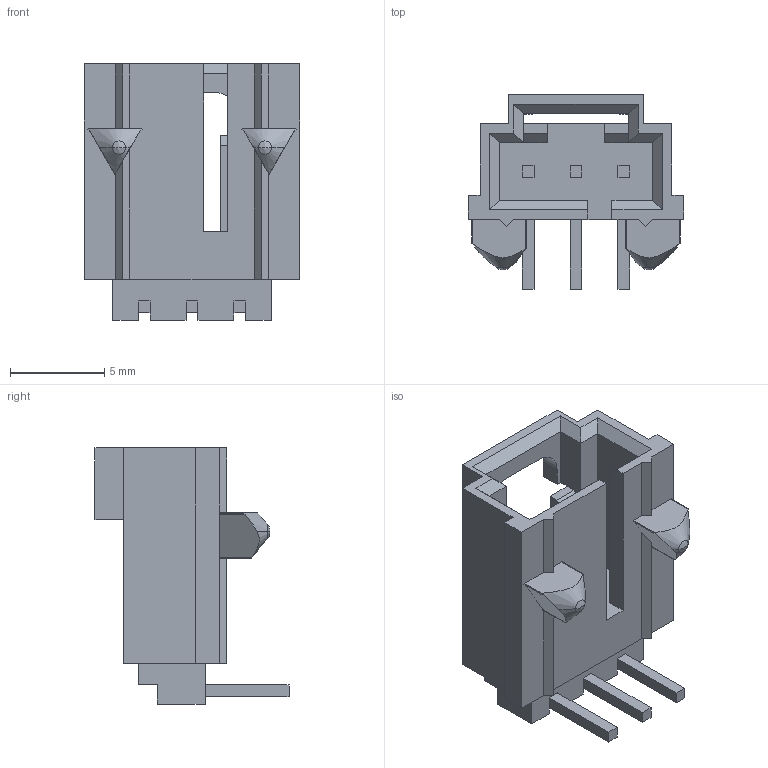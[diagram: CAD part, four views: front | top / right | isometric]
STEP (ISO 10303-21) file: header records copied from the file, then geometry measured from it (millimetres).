
FILE_DESCRIPTION((''),'2;1');
FILE_NAME('705550002','2016-12-06T',('ghp'),(''),'PRO/ENGINEER BY PARAMETRIC TECHNOLOGY CORPORATION, 2012310','PRO/ENGINEER BY PARAMETRIC TECHNOLOGY CORPORATION, 2012310','');
FILE_SCHEMA(('CONFIG_CONTROL_DESIGN'));
Length unit declared in the file: inch
Products named in the file (1): 705550002
Bounding box: 11.43 x 10.29 x 13.59 mm (x, y, z)
Volume: 438 mm3; surface area: 851.9 mm2
Topology: 1 solids, 1 shells, 153 faces, 440 edges, 292 vertices
Faces by surface type: plane 137, cylinder 8, cone 4, bspline 4
Entity records: 5096 total; most frequent: CARTESIAN_POINT 1123, ORIENTED_EDGE 842, DIRECTION 744, EDGE_CURVE 421, VECTOR 374, LINE 374, VERTEX_POINT 272, AXIS2_PLACEMENT_3D 185
